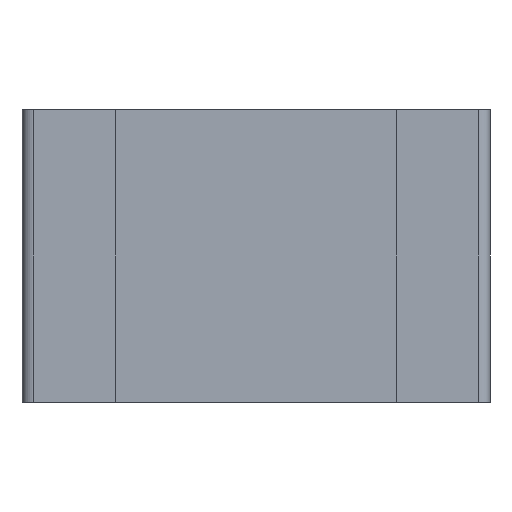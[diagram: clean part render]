
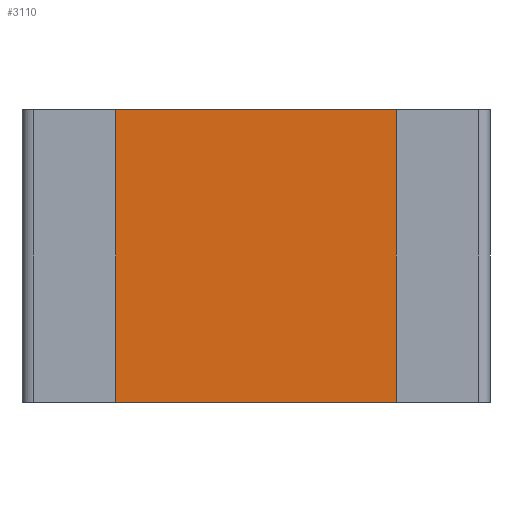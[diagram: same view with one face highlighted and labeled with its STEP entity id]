
A CAD part, front view. The second image highlights one B-rep face of the part: STEP entity #3110.
In plain terms, the highlighted planar face has unit normal (0, -1, 0).
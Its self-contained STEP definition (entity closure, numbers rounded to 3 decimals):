
#17 = CARTESIAN_POINT ( 'NONE',  ( -0.95, 0.05, -0.625 ) ) ;
#65 = CARTESIAN_POINT ( 'NONE',  ( -0.95, 0.05, 0.625 ) ) ;
#192 = CARTESIAN_POINT ( 'NONE',  ( -0.95, 0.05, -0.625 ) ) ;
#439 = CARTESIAN_POINT ( 'NONE',  ( 0., 0.05, 0. ) ) ;
#582 = DIRECTION ( 'NONE',  ( 0., 0., -1. ) ) ;
#776 = CARTESIAN_POINT ( 'NONE',  ( 0.95, 0.05, 0.625 ) ) ;
#823 = VERTEX_POINT ( 'NONE', #776 ) ;
#1000 = ORIENTED_EDGE ( 'NONE', *, *, #1769, .F. ) ;
#1035 = CARTESIAN_POINT ( 'NONE',  ( -0.95, 0.05, -0.625 ) ) ;
#1113 = VECTOR ( 'NONE', #2263, 1000. ) ;
#1306 = VECTOR ( 'NONE', #582, 1000. ) ;
#1493 = CARTESIAN_POINT ( 'NONE',  ( 0.95, 0.05, -0.625 ) ) ;
#1495 = DIRECTION ( 'NONE',  ( 0., 1., 0. ) ) ;
#1625 = ORIENTED_EDGE ( 'NONE', *, *, #2378, .F. ) ;
#1769 = EDGE_CURVE ( 'NONE', #3283, #823, #4656, .T. ) ;
#1918 = EDGE_CURVE ( 'NONE', #5379, #3283, #3554, .T. ) ;
#2113 = AXIS2_PLACEMENT_3D ( 'NONE', #439, #1495, #2394 ) ;
#2257 = VECTOR ( 'NONE', #5590, 1000. ) ;
#2263 = DIRECTION ( 'NONE',  ( -1., 0., 0. ) ) ;
#2356 = VECTOR ( 'NONE', #3989, 1000. ) ;
#2378 = EDGE_CURVE ( 'NONE', #5826, #5379, #5546, .T. ) ;
#2394 = DIRECTION ( 'NONE',  ( 0., 0., 1. ) ) ;
#2413 = LINE ( 'NONE', #2947, #1306 ) ;
#2647 = EDGE_CURVE ( 'NONE', #823, #5826, #2413, .T. ) ;
#2810 = ORIENTED_EDGE ( 'NONE', *, *, #2647, .F. ) ;
#2947 = CARTESIAN_POINT ( 'NONE',  ( 0.95, 0.05, -0.625 ) ) ;
#3110 = ADVANCED_FACE ( 'NONE', ( #5645 ), #4221, .F. ) ;
#3283 = VERTEX_POINT ( 'NONE', #65 ) ;
#3554 = LINE ( 'NONE', #192, #2356 ) ;
#3989 = DIRECTION ( 'NONE',  ( 0., 0., 1. ) ) ;
#4149 = CARTESIAN_POINT ( 'NONE',  ( -0.95, 0.05, 0.625 ) ) ;
#4221 = PLANE ( 'NONE',  #2113 ) ;
#4556 = EDGE_LOOP ( 'NONE', ( #4973, #1625, #2810, #1000 ) ) ;
#4656 = LINE ( 'NONE', #4149, #2257 ) ;
#4973 = ORIENTED_EDGE ( 'NONE', *, *, #1918, .F. ) ;
#5379 = VERTEX_POINT ( 'NONE', #1035 ) ;
#5546 = LINE ( 'NONE', #17, #1113 ) ;
#5590 = DIRECTION ( 'NONE',  ( 1., 0., 0. ) ) ;
#5645 = FACE_OUTER_BOUND ( 'NONE', #4556, .T. ) ;
#5826 = VERTEX_POINT ( 'NONE', #1493 ) ;
